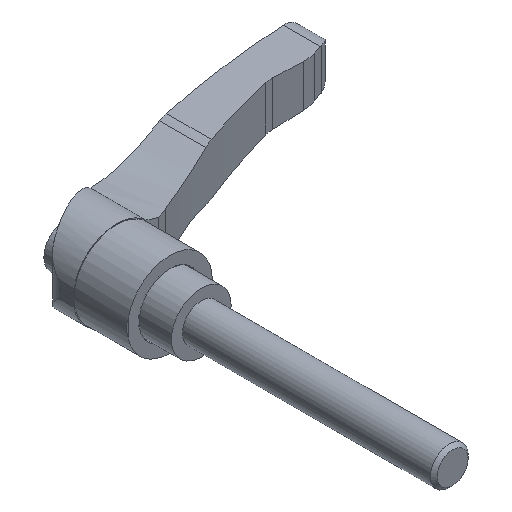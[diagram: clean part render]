
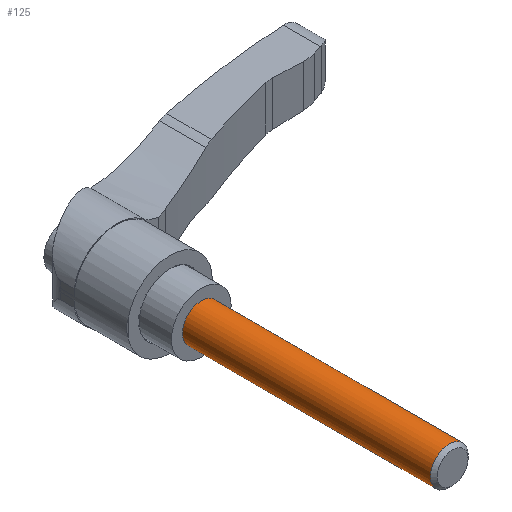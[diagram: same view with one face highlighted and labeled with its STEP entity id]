
A CAD part, isometric view. The second image highlights one B-rep face of the part: STEP entity #125.
In plain terms, the highlighted cylindrical face has radius 6 mm (diameter 12 mm), a full revolution.
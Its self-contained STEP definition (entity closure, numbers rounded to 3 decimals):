
#125 = ADVANCED_FACE( '', ( #288, #289 ), #290, .T. );
#288 = FACE_OUTER_BOUND( '', #488, .T. );
#289 = FACE_OUTER_BOUND( '', #489, .T. );
#290 = CYLINDRICAL_SURFACE( '', #490, 6. );
#488 = EDGE_LOOP( '', ( #797 ) );
#489 = EDGE_LOOP( '', ( #798 ) );
#490 = AXIS2_PLACEMENT_3D( '', #799, #800, #801 );
#797 = ORIENTED_EDGE( '', *, *, #1234, .F. );
#798 = ORIENTED_EDGE( '', *, *, #1193, .T. );
#799 = CARTESIAN_POINT( '', ( 0., -80., 0. ) );
#800 = DIRECTION( '', ( 0., 1., 0. ) );
#801 = DIRECTION( '', ( 0., 0., -1. ) );
#1193 = EDGE_CURVE( '', #1443, #1443, #1444, .T. );
#1234 = EDGE_CURVE( '', #1511, #1511, #1512, .T. );
#1443 = VERTEX_POINT( '', #1852 );
#1444 = CIRCLE( '', #1853, 6. );
#1511 = VERTEX_POINT( '', #2080 );
#1512 = CIRCLE( '', #2081, 6. );
#1852 = CARTESIAN_POINT( '', ( 0., 0., -6. ) );
#1853 = AXIS2_PLACEMENT_3D( '', #2411, #2412, #2413 );
#2080 = CARTESIAN_POINT( '', ( 0., -78.927, -6. ) );
#2081 = AXIS2_PLACEMENT_3D( '', #2462, #2463, #2464 );
#2411 = CARTESIAN_POINT( '', ( 0., 0., 0. ) );
#2412 = DIRECTION( '', ( 0., -1., 0. ) );
#2413 = DIRECTION( '', ( 0., 0., -1. ) );
#2462 = CARTESIAN_POINT( '', ( 0., -78.927, 0. ) );
#2463 = DIRECTION( '', ( 0., -1., 0. ) );
#2464 = DIRECTION( '', ( 0., 0., -1. ) );
